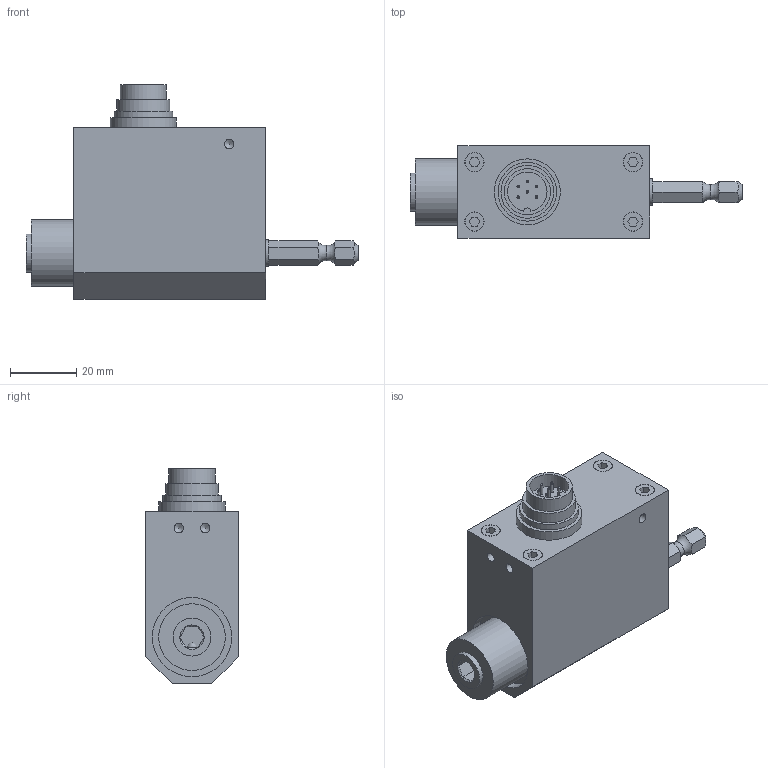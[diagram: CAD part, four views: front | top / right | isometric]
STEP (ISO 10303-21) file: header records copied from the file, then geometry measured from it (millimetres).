
FILE_DESCRIPTION((''),'2;1');
FILE_NAME('TRH300 2- 20 N-m.stp','2011-01-11T07:53:45',('thomasl'),(''),'Autodesk Inventor 2008','Autodesk Inventor 2008','');
FILE_SCHEMA(('AUTOMOTIVE_DESIGN { 1 0 10303 214 1 1 1 1 }'));
Length unit declared in the file: inch
Products named in the file (3): TRH300 2- 20 N-m; PART1; SR1A
Assembly tree (2 placements, depth 2):
  TRH300 2- 20 N-m
    PART1
    SR1A
Bounding box: 100.52 x 28 x 65 mm (x, y, z)
Volume: 82362.3 mm3; surface area: 18647.3 mm2
Topology: 1 solids, 10 shells, 169 faces, 357 edges, 235 vertices
Faces by surface type: plane 95, cylinder 47, cone 24, torus 2, sphere 1
Full cylindrical faces by diameter (mm): 0.762 x6, 2 x1, 2.896 x10, 3.505 x4, 3.556 x4, 5.74 x4, 5.842 x4, 7.333 x1, 8.095 x1, 11.5 x1, 14 x1, 14.732 x1, 16 x1, 17.75 x1, 19.05 x1, 20 x1, 20.2 x1, 24 x2
Entity records: 4044 total; most frequent: CARTESIAN_POINT 736, DIRECTION 690, ORIENTED_EDGE 520, AXIS2_PLACEMENT_3D 282, EDGE_LOOP 274, EDGE_CURVE 260, VERTEX_POINT 208, FACE_OUTER_BOUND 169
